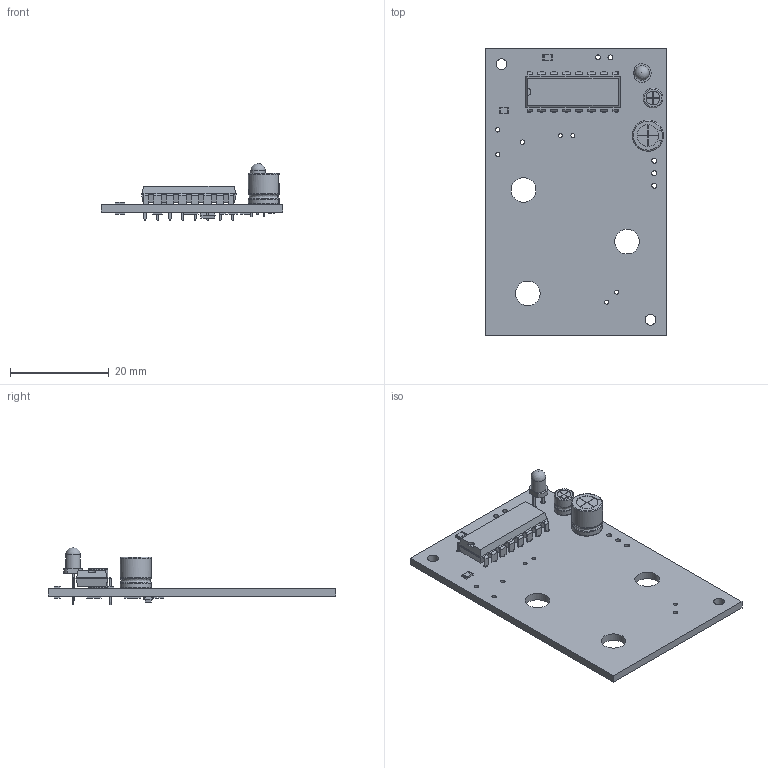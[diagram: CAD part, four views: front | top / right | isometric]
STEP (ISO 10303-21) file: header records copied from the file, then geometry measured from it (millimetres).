
FILE_DESCRIPTION(('FreeCAD Model'),'2;1');
FILE_NAME('CC_SM_mod_011.step', '2018-03-08T18:20:35',('kicad StepUp'),('ksu MCAD'), 'Open CASCADE STEP processor 6.8','FreeCAD','Unknown');
FILE_SCHEMA(('AUTOMOTIVE_DESIGN_CC2 { 1 2 10303 214 -1 1 5 4 }'));
Length unit declared in the file: millimetre
Products named in the file (19): ASSEMBLY; Pcb; SOT_23_; CP_Radial_D63mm_P250mm_; CP_Radial_D40mm_P200mm_; LED_D3.0mm_; R_0805_2012Metric_; R_0805_2012Metric_001; R_0805_2012Metric_002; R_0805_2012Metric_003; R_0805_2012Metric_004; R_0805_2012Metric_005; R_0805_2012Metric_006; R_0805_2012Metric_007; R_0805_2012Metric_008; R_0805_2012Metric_009; R_0805_2012Metric_010; R_0805_2012Metric_011; DIP-16_W7.62mm_
Assembly tree (18 placements, depth 2):
  ASSEMBLY
    Pcb
    SOT_23_
    CP_Radial_D63mm_P250mm_
    CP_Radial_D40mm_P200mm_
    LED_D3.0mm_
    R_0805_2012Metric_
    R_0805_2012Metric_001
    R_0805_2012Metric_002
    R_0805_2012Metric_003
    R_0805_2012Metric_004
    R_0805_2012Metric_005
    R_0805_2012Metric_006
    R_0805_2012Metric_007
    R_0805_2012Metric_008
    R_0805_2012Metric_009
    R_0805_2012Metric_010
    R_0805_2012Metric_011
    DIP-16_W7.62mm_
Bounding box: 36.83 x 58.42 x 11.6 mm (x, y, z)
Volume: 3988.4 mm3; surface area: 5783.6 mm2
Topology: 18 solids, 20 shells, 833 faces, 2168 edges, 1381 vertices
Faces by surface type: plane 542, cylinder 209, bspline 67, revolution 10, torus 4, sphere 1
Full cylindrical faces by diameter (mm): 0.3 x2, 0.5 x2, 0.6 x2, 0.8 x22, 0.9 x5, 1 x5, 2.2 x2, 3 x1, 5 x3
Entity records: 32631 total; most frequent: CARTESIAN_POINT 6241, ORIENTED_EDGE 4338, DIRECTION 4105, EDGE_CURVE 2169, LINE 1613, VECTOR 1613, VERTEX_POINT 1384, AXIS2_PLACEMENT_3D 1241
